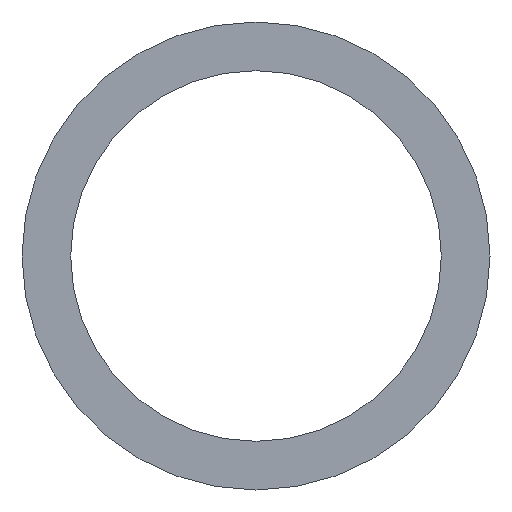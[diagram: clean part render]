
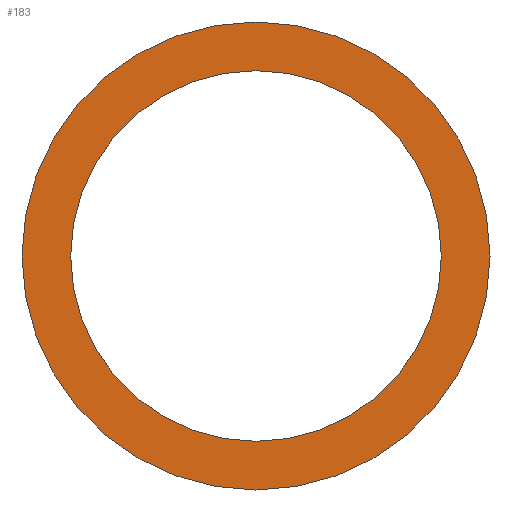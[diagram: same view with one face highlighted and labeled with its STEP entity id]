
A CAD part, left-side view. The second image highlights one B-rep face of the part: STEP entity #183.
In plain terms, the highlighted planar face has unit normal (-1, 0, 0).
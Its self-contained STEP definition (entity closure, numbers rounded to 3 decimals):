
#5 = DIRECTION ( 'NONE',  ( 0., 0., 1. ) ) ;
#6 = DIRECTION ( 'NONE',  ( -1., 0., 0. ) ) ;
#7 = CARTESIAN_POINT ( 'NONE',  ( -1., 0., 0. ) ) ;
#10 = DIRECTION ( 'NONE',  ( 0., 0., 1. ) ) ;
#11 = DIRECTION ( 'NONE',  ( -1., 0., 0. ) ) ;
#12 = CARTESIAN_POINT ( 'NONE',  ( -1., 0., 0. ) ) ;
#28 = DIRECTION ( 'NONE',  ( 0., 0., 1. ) ) ;
#29 = DIRECTION ( 'NONE',  ( -1., 0., 0. ) ) ;
#30 = CARTESIAN_POINT ( 'NONE',  ( -1., 0., 0. ) ) ;
#37 = CARTESIAN_POINT ( 'NONE',  ( -1., 25.25, 0. ) ) ;
#38 = CARTESIAN_POINT ( 'NONE',  ( -1., 0., 25.25 ) ) ;
#39 = DIRECTION ( 'NONE',  ( -1., 0., 0. ) ) ;
#40 = DIRECTION ( 'NONE',  ( 0., 0., 1. ) ) ;
#41 = DIRECTION ( 'NONE',  ( 1., 0., 0. ) ) ;
#43 = CARTESIAN_POINT ( 'NONE',  ( -1., 0., -25.25 ) ) ;
#48 = CARTESIAN_POINT ( 'NONE',  ( -1., 0., 20. ) ) ;
#62 = DIRECTION ( 'NONE',  ( 0., 0., -1. ) ) ;
#69 = PLANE ( 'NONE',  #231 ) ;
#70 = CARTESIAN_POINT ( 'NONE',  ( -1., 0., 0. ) ) ;
#71 = CARTESIAN_POINT ( 'NONE',  ( -1., 0., -20. ) ) ;
#87 = VERTEX_POINT ( 'NONE', #48 ) ;
#88 = VERTEX_POINT ( 'NONE', #38 ) ;
#90 = VERTEX_POINT ( 'NONE', #71 ) ;
#93 = VERTEX_POINT ( 'NONE', #43 ) ;
#94 = FACE_OUTER_BOUND ( 'NONE', #103, .T. ) ;
#97 = EDGE_LOOP ( 'NONE', ( #117, #118 ) ) ;
#103 = EDGE_LOOP ( 'NONE', ( #119, #120 ) ) ;
#117 = ORIENTED_EDGE ( 'NONE', *, *, #248, .F. ) ;
#118 = ORIENTED_EDGE ( 'NONE', *, *, #227, .F. ) ;
#119 = ORIENTED_EDGE ( 'NONE', *, *, #224, .T. ) ;
#120 = ORIENTED_EDGE ( 'NONE', *, *, #218, .T. ) ;
#133 = FACE_BOUND ( 'NONE', #97, .T. ) ;
#138 = CIRCLE ( 'NONE', #229, 25.25 ) ;
#146 = CIRCLE ( 'NONE', #238, 25.25 ) ;
#153 = CIRCLE ( 'NONE', #240, 20. ) ;
#155 = CIRCLE ( 'NONE', #242, 20. ) ;
#183 = ADVANCED_FACE ( 'NONE', ( #133, #94 ), #69, .F. ) ;
#218 = EDGE_CURVE ( 'NONE', #93, #88, #138, .T. ) ;
#224 = EDGE_CURVE ( 'NONE', #88, #93, #146, .T. ) ;
#227 = EDGE_CURVE ( 'NONE', #90, #87, #153, .T. ) ;
#229 = AXIS2_PLACEMENT_3D ( 'NONE', #30, #29, #28 ) ;
#231 = AXIS2_PLACEMENT_3D ( 'NONE', #37, #41, #62 ) ;
#238 = AXIS2_PLACEMENT_3D ( 'NONE', #7, #6, #5 ) ;
#240 = AXIS2_PLACEMENT_3D ( 'NONE', #12, #11, #10 ) ;
#242 = AXIS2_PLACEMENT_3D ( 'NONE', #70, #39, #40 ) ;
#248 = EDGE_CURVE ( 'NONE', #87, #90, #155, .T. ) ;
